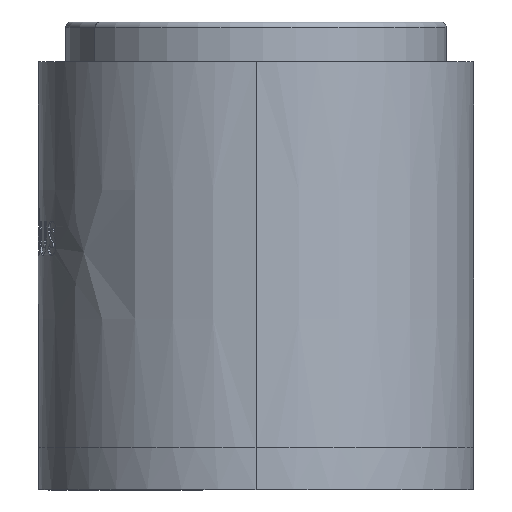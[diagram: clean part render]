
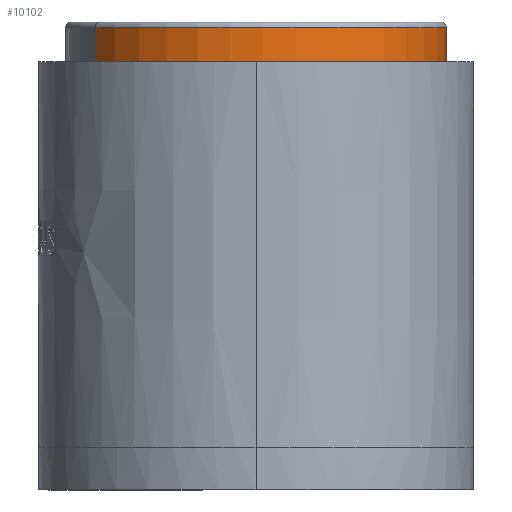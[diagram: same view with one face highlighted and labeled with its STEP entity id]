
A CAD part, left-side view. The second image highlights one B-rep face of the part: STEP entity #10102.
In plain terms, the highlighted cylindrical face has radius 335 mm (diameter 670 mm), a partial arc.
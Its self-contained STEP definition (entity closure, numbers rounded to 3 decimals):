
#139 = VECTOR ( 'NONE', #5211, 1000. ) ;
#248 = DIRECTION ( 'NONE',  ( 0., 0., -1. ) ) ;
#953 = DIRECTION ( 'NONE',  ( -0.533, 0.846, 0. ) ) ;
#1544 = CARTESIAN_POINT ( 'NONE',  ( 178.396, -283.549, 680. ) ) ;
#1901 = AXIS2_PLACEMENT_3D ( 'NONE', #19497, #3879, #14368 ) ;
#2290 = ORIENTED_EDGE ( 'NONE', *, *, #15675, .T. ) ;
#3879 = DIRECTION ( 'NONE',  ( 0., 0., -1. ) ) ;
#4025 = ORIENTED_EDGE ( 'NONE', *, *, #19686, .F. ) ;
#5190 = EDGE_CURVE ( 'NONE', #10935, #16248, #5354, .T. ) ;
#5211 = DIRECTION ( 'NONE',  ( 0., 0., -1. ) ) ;
#5354 = CIRCLE ( 'NONE', #18826, 335. ) ;
#5596 = CYLINDRICAL_SURFACE ( 'NONE', #1901, 335. ) ;
#6710 = CARTESIAN_POINT ( 'NONE',  ( -178.396, 283.549, 680. ) ) ;
#6978 = CIRCLE ( 'NONE', #20098, 335. ) ;
#7775 = CARTESIAN_POINT ( 'NONE',  ( 0., 0., 740. ) ) ;
#8278 = VERTEX_POINT ( 'NONE', #17010 ) ;
#8281 = CARTESIAN_POINT ( 'NONE',  ( -178.396, 283.549, 680. ) ) ;
#8539 = CARTESIAN_POINT ( 'NONE',  ( 0., 0., 680. ) ) ;
#8652 = DIRECTION ( 'NONE',  ( 0., 0., -1. ) ) ;
#9492 = DIRECTION ( 'NONE',  ( 0., 0., -1. ) ) ;
#9496 = VERTEX_POINT ( 'NONE', #20157 ) ;
#9897 = VECTOR ( 'NONE', #8652, 1000. ) ;
#10102 = ADVANCED_FACE ( 'NONE', ( #18020 ), #5596, .T. ) ;
#10935 = VERTEX_POINT ( 'NONE', #1544 ) ;
#12275 = CARTESIAN_POINT ( 'NONE',  ( 178.396, -283.549, 680. ) ) ;
#12431 = DIRECTION ( 'NONE',  ( -0.533, 0.846, 0. ) ) ;
#12908 = ORIENTED_EDGE ( 'NONE', *, *, #18485, .T. ) ;
#14368 = DIRECTION ( 'NONE',  ( -0.533, 0.846, 0. ) ) ;
#15675 = EDGE_CURVE ( 'NONE', #8278, #16248, #15738, .T. ) ;
#15697 = LINE ( 'NONE', #12275, #139 ) ;
#15738 = LINE ( 'NONE', #6710, #9897 ) ;
#16248 = VERTEX_POINT ( 'NONE', #8281 ) ;
#17010 = CARTESIAN_POINT ( 'NONE',  ( -178.396, 283.549, 740. ) ) ;
#18020 = FACE_OUTER_BOUND ( 'NONE', #18360, .T. ) ;
#18360 = EDGE_LOOP ( 'NONE', ( #4025, #12908, #2290, #21105 ) ) ;
#18485 = EDGE_CURVE ( 'NONE', #9496, #8278, #6978, .T. ) ;
#18826 = AXIS2_PLACEMENT_3D ( 'NONE', #8539, #248, #12431 ) ;
#19497 = CARTESIAN_POINT ( 'NONE',  ( 0., 0., 680. ) ) ;
#19686 = EDGE_CURVE ( 'NONE', #9496, #10935, #15697, .T. ) ;
#20098 = AXIS2_PLACEMENT_3D ( 'NONE', #7775, #9492, #953 ) ;
#20157 = CARTESIAN_POINT ( 'NONE',  ( 178.396, -283.549, 740. ) ) ;
#21105 = ORIENTED_EDGE ( 'NONE', *, *, #5190, .F. ) ;
